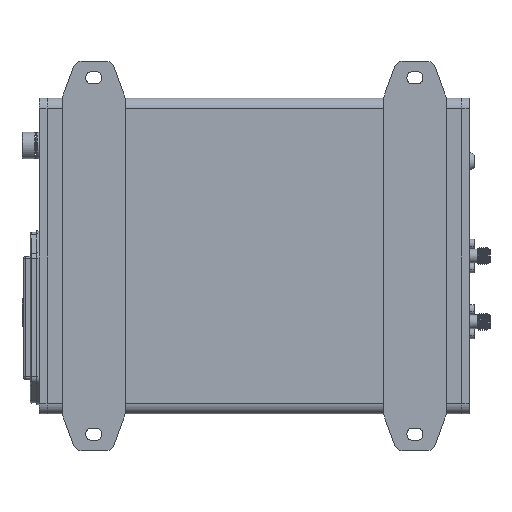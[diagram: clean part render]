
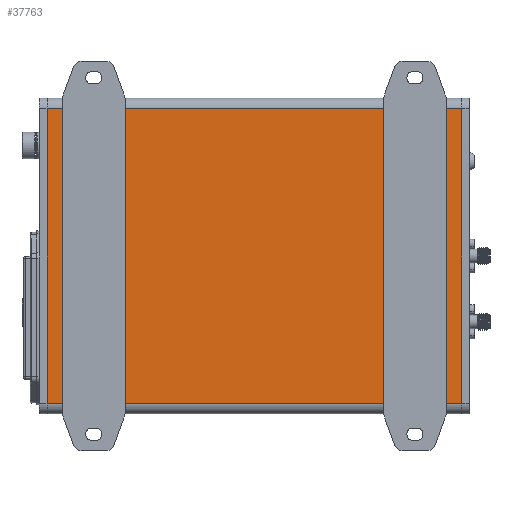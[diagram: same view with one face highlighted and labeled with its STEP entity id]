
A CAD part, front view. The second image highlights one B-rep face of the part: STEP entity #37763.
In plain terms, the highlighted planar face has unit normal (0, -1, 0).
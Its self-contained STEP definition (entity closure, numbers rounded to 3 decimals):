
#978 = DIRECTION ( 'NONE',  ( 1., 0., 0. ) ) ;
#2351 = ORIENTED_EDGE ( 'NONE', *, *, #47577, .F. ) ;
#3151 = DIRECTION ( 'NONE',  ( 0., 0., -1. ) ) ;
#5361 = PLANE ( 'NONE',  #85380 ) ;
#6385 = VECTOR ( 'NONE', #978, 1000. ) ;
#6667 = CARTESIAN_POINT ( 'NONE',  ( 78.75, 0., -56. ) ) ;
#8428 = DIRECTION ( 'NONE',  ( -1., 0., 0. ) ) ;
#9736 = EDGE_CURVE ( 'NONE', #42791, #74814, #81509, .T. ) ;
#15111 = ORIENTED_EDGE ( 'NONE', *, *, #9736, .T. ) ;
#17270 = CARTESIAN_POINT ( 'NONE',  ( -78.75, 0., -56. ) ) ;
#20084 = EDGE_LOOP ( 'NONE', ( #2351, #15111, #52487, #98841 ) ) ;
#22916 = DIRECTION ( 'NONE',  ( 0., 1., 0. ) ) ;
#24231 = LINE ( 'NONE', #80793, #29867 ) ;
#25825 = DIRECTION ( 'NONE',  ( 0., 0., -1. ) ) ;
#28723 = LINE ( 'NONE', #37241, #46901 ) ;
#29867 = VECTOR ( 'NONE', #25825, 1000. ) ;
#37241 = CARTESIAN_POINT ( 'NONE',  ( 78.75, 0., 60. ) ) ;
#37763 = ADVANCED_FACE ( 'NONE', ( #86395 ), #5361, .F. ) ;
#42791 = VERTEX_POINT ( 'NONE', #50992 ) ;
#46901 = VECTOR ( 'NONE', #3151, 1000. ) ;
#47577 = EDGE_CURVE ( 'NONE', #42791, #62573, #28723, .T. ) ;
#49466 = CARTESIAN_POINT ( 'NONE',  ( 78.75, 0., 56. ) ) ;
#50992 = CARTESIAN_POINT ( 'NONE',  ( 78.75, 0., 56. ) ) ;
#52487 = ORIENTED_EDGE ( 'NONE', *, *, #75885, .T. ) ;
#55449 = DIRECTION ( 'NONE',  ( 0., 0., 1. ) ) ;
#58532 = CARTESIAN_POINT ( 'NONE',  ( 78.75, 0., -56. ) ) ;
#62573 = VERTEX_POINT ( 'NONE', #6667 ) ;
#63979 = CARTESIAN_POINT ( 'NONE',  ( 78.75, 0., 60. ) ) ;
#74814 = VERTEX_POINT ( 'NONE', #89141 ) ;
#75885 = EDGE_CURVE ( 'NONE', #74814, #89178, #24231, .T. ) ;
#75947 = VECTOR ( 'NONE', #8428, 1000. ) ;
#80793 = CARTESIAN_POINT ( 'NONE',  ( -78.75, 0., 60. ) ) ;
#81509 = LINE ( 'NONE', #49466, #75947 ) ;
#85380 = AXIS2_PLACEMENT_3D ( 'NONE', #63979, #22916, #55449 ) ;
#86395 = FACE_OUTER_BOUND ( 'NONE', #20084, .T. ) ;
#89141 = CARTESIAN_POINT ( 'NONE',  ( -78.75, 0., 56. ) ) ;
#89178 = VERTEX_POINT ( 'NONE', #17270 ) ;
#93311 = EDGE_CURVE ( 'NONE', #89178, #62573, #98490, .T. ) ;
#98490 = LINE ( 'NONE', #58532, #6385 ) ;
#98841 = ORIENTED_EDGE ( 'NONE', *, *, #93311, .T. ) ;
